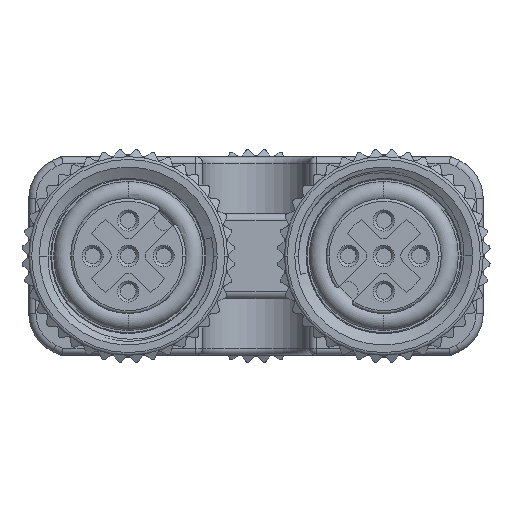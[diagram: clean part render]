
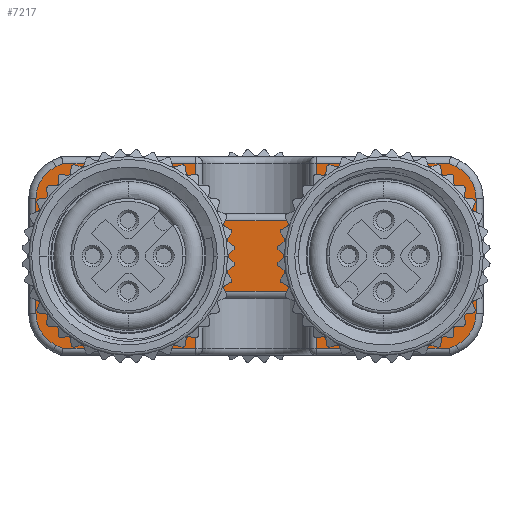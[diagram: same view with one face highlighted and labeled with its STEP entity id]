
A CAD part, front view. The second image highlights one B-rep face of the part: STEP entity #7217.
In plain terms, the highlighted planar face has unit normal (0, -1, 0).
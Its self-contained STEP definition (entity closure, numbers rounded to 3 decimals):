
#2189=FACE_BOUND('',#10824,.T.);
#2190=FACE_BOUND('',#10825,.T.);
#2191=FACE_BOUND('',#10826,.T.);
#3998=LINE('',#51849,#5604);
#4000=LINE('',#51861,#5606);
#4002=LINE('',#51869,#5608);
#4004=LINE('',#51875,#5610);
#4006=LINE('',#51892,#5612);
#4007=LINE('',#51900,#5613);
#4009=LINE('',#51909,#5615);
#4012=LINE('',#51925,#5618);
#4157=LINE('',#53094,#5763);
#4158=LINE('',#53095,#5764);
#4159=LINE('',#53096,#5765);
#4160=LINE('',#53097,#5766);
#5604=VECTOR('',#33266,1.);
#5606=VECTOR('',#33280,1.);
#5608=VECTOR('',#33288,1.);
#5610=VECTOR('',#33294,1.);
#5612=VECTOR('',#33312,1.);
#5613=VECTOR('',#33323,1.);
#5615=VECTOR('',#33331,1.);
#5618=VECTOR('',#33348,1.);
#5763=VECTOR('',#33701,1.);
#5764=VECTOR('',#33702,1.);
#5765=VECTOR('',#33703,1.);
#5766=VECTOR('',#33704,1.);
#7217=ADVANCED_FACE('',(#2189,#2190,#2191),#8124,.F.);
#8124=PLANE('',#28829);
#10824=EDGE_LOOP('',(#16751));
#10825=EDGE_LOOP('',(#16752));
#10826=EDGE_LOOP('',(#16753,#16754,#16755,#16756,#16757,#16758,#16759,#16760,
#16761,#16762,#16763,#16764,#16765,#16766,#16767,#16768,#16769,#16770,#16771,
#16772));
#16751=ORIENTED_EDGE('',*,*,#24929,.T.);
#16752=ORIENTED_EDGE('',*,*,#24928,.T.);
#16753=ORIENTED_EDGE('',*,*,#24932,.T.);
#16754=ORIENTED_EDGE('',*,*,#24925,.T.);
#16755=ORIENTED_EDGE('',*,*,#24921,.T.);
#16756=ORIENTED_EDGE('',*,*,#25142,.T.);
#16757=ORIENTED_EDGE('',*,*,#25130,.T.);
#16758=ORIENTED_EDGE('',*,*,#24920,.T.);
#16759=ORIENTED_EDGE('',*,*,#24917,.T.);
#16760=ORIENTED_EDGE('',*,*,#24914,.T.);
#16761=ORIENTED_EDGE('',*,*,#25081,.T.);
#16762=ORIENTED_EDGE('',*,*,#25143,.T.);
#16763=ORIENTED_EDGE('',*,*,#24909,.T.);
#16764=ORIENTED_EDGE('',*,*,#24906,.T.);
#16765=ORIENTED_EDGE('',*,*,#24902,.T.);
#16766=ORIENTED_EDGE('',*,*,#25144,.T.);
#16767=ORIENTED_EDGE('',*,*,#25091,.T.);
#16768=ORIENTED_EDGE('',*,*,#24899,.T.);
#16769=ORIENTED_EDGE('',*,*,#24896,.T.);
#16770=ORIENTED_EDGE('',*,*,#24893,.T.);
#16771=ORIENTED_EDGE('',*,*,#25140,.T.);
#16772=ORIENTED_EDGE('',*,*,#25145,.T.);
#21354=VERTEX_POINT('',#51842);
#21355=VERTEX_POINT('',#51844);
#21357=VERTEX_POINT('',#51850);
#21359=VERTEX_POINT('',#51856);
#21361=VERTEX_POINT('',#51862);
#21362=VERTEX_POINT('',#51863);
#21364=VERTEX_POINT('',#51870);
#21366=VERTEX_POINT('',#51876);
#21367=VERTEX_POINT('',#51880);
#21370=VERTEX_POINT('',#51885);
#21371=VERTEX_POINT('',#51889);
#21373=VERTEX_POINT('',#51895);
#21375=VERTEX_POINT('',#51901);
#21376=VERTEX_POINT('',#51902);
#21379=VERTEX_POINT('',#51910);
#21381=VERTEX_POINT('',#51916);
#21382=VERTEX_POINT('',#51919);
#21384=VERTEX_POINT('',#51923);
#21465=VERTEX_POINT('',#52613);
#21470=VERTEX_POINT('',#52635);
#21498=VERTEX_POINT('',#53005);
#21505=VERTEX_POINT('',#53090);
#24893=EDGE_CURVE('',#21355,#21354,#27032,.T.);
#24896=EDGE_CURVE('',#21357,#21355,#3998,.T.);
#24899=EDGE_CURVE('',#21359,#21357,#27036,.T.);
#24902=EDGE_CURVE('',#21361,#21362,#4000,.T.);
#24906=EDGE_CURVE('',#21364,#21361,#4002,.T.);
#24909=EDGE_CURVE('',#21366,#21364,#4004,.T.);
#24914=EDGE_CURVE('',#21367,#21370,#27044,.T.);
#24917=EDGE_CURVE('',#21371,#21367,#4006,.T.);
#24920=EDGE_CURVE('',#21373,#21371,#27048,.T.);
#24921=EDGE_CURVE('',#21375,#21376,#4007,.T.);
#24925=EDGE_CURVE('',#21379,#21375,#4009,.T.);
#24928=EDGE_CURVE('',#21381,#21381,#27050,.T.);
#24929=EDGE_CURVE('',#21382,#21382,#27051,.T.);
#24932=EDGE_CURVE('',#21384,#21379,#4012,.T.);
#25081=EDGE_CURVE('',#21370,#21465,#27064,.T.);
#25091=EDGE_CURVE('',#21470,#21359,#27070,.T.);
#25130=EDGE_CURVE('',#21498,#21373,#27078,.T.);
#25140=EDGE_CURVE('',#21354,#21505,#27079,.T.);
#25142=EDGE_CURVE('',#21376,#21498,#4157,.T.);
#25143=EDGE_CURVE('',#21465,#21366,#4158,.T.);
#25144=EDGE_CURVE('',#21362,#21470,#4159,.T.);
#25145=EDGE_CURVE('',#21505,#21384,#4160,.T.);
#27032=CIRCLE('',#28687,2.5);
#27036=CIRCLE('',#28693,2.5);
#27044=CIRCLE('',#28707,2.5);
#27048=CIRCLE('',#28713,2.5);
#27050=CIRCLE('',#28720,4.65);
#27051=CIRCLE('',#28722,4.65);
#27064=CIRCLE('',#28794,7.);
#27070=CIRCLE('',#28806,7.);
#27078=CIRCLE('',#28822,7.);
#27079=CIRCLE('',#28826,7.);
#28687=AXIS2_PLACEMENT_3D('',#51843,#33258,#33259);
#28693=AXIS2_PLACEMENT_3D('',#51855,#33272,#33273);
#28707=AXIS2_PLACEMENT_3D('',#51886,#33305,#33306);
#28713=AXIS2_PLACEMENT_3D('',#51898,#33319,#33320);
#28720=AXIS2_PLACEMENT_3D('',#51915,#33337,#33338);
#28722=AXIS2_PLACEMENT_3D('',#51918,#33341,#33342);
#28794=AXIS2_PLACEMENT_3D('',#52614,#33608,#33609);
#28806=AXIS2_PLACEMENT_3D('',#52634,#33636,#33637);
#28822=AXIS2_PLACEMENT_3D('',#53008,#33685,#33686);
#28826=AXIS2_PLACEMENT_3D('',#53091,#33695,#33696);
#28829=AXIS2_PLACEMENT_3D('',#53098,#33705,#33706);
#33258=DIRECTION('',(0.,-1.,0.));
#33259=DIRECTION('',(0.,0.,1.));
#33266=DIRECTION('',(0.,0.,1.));
#33272=DIRECTION('',(0.,-1.,0.));
#33273=DIRECTION('',(0.,0.,1.));
#33280=DIRECTION('',(0.,0.,-1.));
#33288=DIRECTION('',(1.,0.,0.));
#33294=DIRECTION('',(0.,0.,1.));
#33305=DIRECTION('',(0.,-1.,0.));
#33306=DIRECTION('',(0.,0.,1.));
#33312=DIRECTION('',(0.,0.,-1.));
#33319=DIRECTION('',(0.,-1.,0.));
#33320=DIRECTION('',(0.,0.,1.));
#33323=DIRECTION('',(0.,0.,1.));
#33331=DIRECTION('',(-1.,0.,0.));
#33337=DIRECTION('',(0.,1.,0.));
#33338=DIRECTION('',(0.,0.,1.));
#33341=DIRECTION('',(0.,1.,0.));
#33342=DIRECTION('',(0.,0.,1.));
#33348=DIRECTION('',(0.,0.,-1.));
#33608=DIRECTION('',(0.,-1.,0.));
#33609=DIRECTION('',(0.,0.,1.));
#33636=DIRECTION('',(0.,-1.,0.));
#33637=DIRECTION('',(0.,0.,1.));
#33685=DIRECTION('',(0.,-1.,0.));
#33686=DIRECTION('',(0.,0.,1.));
#33695=DIRECTION('',(0.,-1.,0.));
#33696=DIRECTION('',(0.,0.,1.));
#33701=DIRECTION('',(-1.,0.,0.));
#33702=DIRECTION('',(1.,0.,0.));
#33703=DIRECTION('',(1.,0.,0.));
#33704=DIRECTION('',(-1.,0.,0.));
#33705=DIRECTION('',(0.,1.,0.));
#33706=DIRECTION('',(0.,0.,1.));
#51842=CARTESIAN_POINT('',(14.111,0.,6.271));
#51843=CARTESIAN_POINT('',(13.,0.,4.031));
#51844=CARTESIAN_POINT('',(15.5,0.,4.031));
#51849=CARTESIAN_POINT('',(15.5,0.,7.));
#51850=CARTESIAN_POINT('',(15.5,0.,-4.031));
#51855=CARTESIAN_POINT('',(13.,0.,-4.031));
#51856=CARTESIAN_POINT('',(14.111,0.,-6.271));
#51861=CARTESIAN_POINT('',(4.25,0.,-6.5));
#51862=CARTESIAN_POINT('',(4.25,0.,-2.5));
#51863=CARTESIAN_POINT('',(4.25,0.,-6.5));
#51869=CARTESIAN_POINT('',(4.25,0.,-2.5));
#51870=CARTESIAN_POINT('',(-4.25,0.,-2.5));
#51875=CARTESIAN_POINT('',(-4.25,0.,-4.));
#51876=CARTESIAN_POINT('',(-4.25,0.,-6.5));
#51880=CARTESIAN_POINT('',(-15.5,0.,-4.031));
#51885=CARTESIAN_POINT('',(-14.111,0.,-6.271));
#51886=CARTESIAN_POINT('',(-13.,0.,-4.031));
#51889=CARTESIAN_POINT('',(-15.5,0.,4.031));
#51892=CARTESIAN_POINT('',(-15.5,0.,7.));
#51895=CARTESIAN_POINT('',(-14.111,0.,6.271));
#51898=CARTESIAN_POINT('',(-13.,0.,4.031));
#51900=CARTESIAN_POINT('',(-4.25,0.,7.));
#51901=CARTESIAN_POINT('',(-4.25,0.,2.5));
#51902=CARTESIAN_POINT('',(-4.25,0.,6.5));
#51909=CARTESIAN_POINT('',(-4.25,0.,2.5));
#51910=CARTESIAN_POINT('',(4.25,0.,2.5));
#51915=CARTESIAN_POINT('',(9.,0.,0.));
#51916=CARTESIAN_POINT('',(9.,0.,4.65));
#51918=CARTESIAN_POINT('',(-9.,0.,0.));
#51919=CARTESIAN_POINT('',(-9.,0.,4.65));
#51923=CARTESIAN_POINT('',(4.25,0.,6.5));
#51925=CARTESIAN_POINT('',(4.25,0.,7.));
#52613=CARTESIAN_POINT('',(-13.598,0.,-6.5));
#52614=CARTESIAN_POINT('',(-11.,0.,0.));
#52634=CARTESIAN_POINT('',(11.,0.,0.));
#52635=CARTESIAN_POINT('',(13.598,0.,-6.5));
#53005=CARTESIAN_POINT('',(-13.598,0.,6.5));
#53008=CARTESIAN_POINT('',(-11.,0.,0.));
#53090=CARTESIAN_POINT('',(13.598,0.,6.5));
#53091=CARTESIAN_POINT('',(11.,0.,0.));
#53094=CARTESIAN_POINT('',(-13.693,0.,6.5));
#53095=CARTESIAN_POINT('',(-16.,0.,-6.5));
#53096=CARTESIAN_POINT('',(-16.,0.,-6.5));
#53097=CARTESIAN_POINT('',(4.25,0.,6.5));
#53098=CARTESIAN_POINT('',(-16.,0.,7.));
